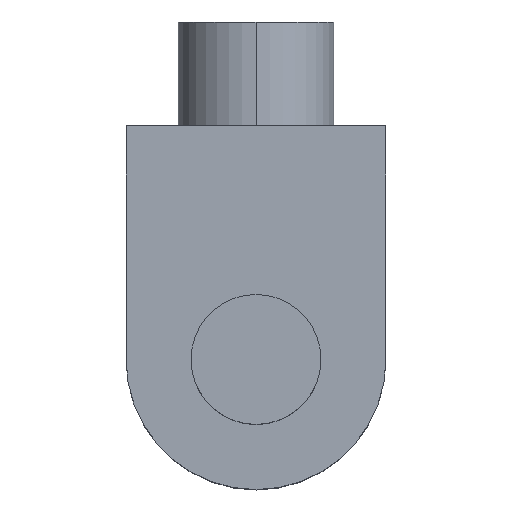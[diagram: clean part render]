
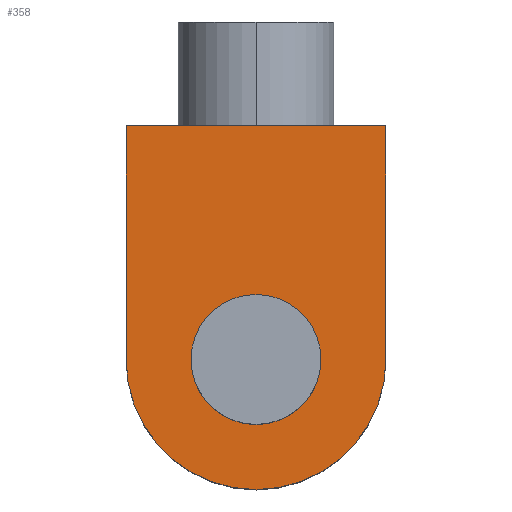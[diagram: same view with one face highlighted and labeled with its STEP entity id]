
A CAD part, top view. The second image highlights one B-rep face of the part: STEP entity #358.
In plain terms, the highlighted planar face has unit normal (0, 0, 1).
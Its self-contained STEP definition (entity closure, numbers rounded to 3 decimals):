
#9 = EDGE_LOOP ( 'NONE', ( #233, #187, #346, #402 ) ) ;
#22 = EDGE_CURVE ( 'NONE', #51, #195, #130, .T. ) ;
#23 = VECTOR ( 'NONE', #427, 1000. ) ;
#26 = EDGE_CURVE ( 'NONE', #348, #195, #127, .T. ) ;
#39 = DIRECTION ( 'NONE',  ( 0., 0., 1. ) ) ;
#41 = EDGE_CURVE ( 'NONE', #295, #348, #173, .T. ) ;
#48 = AXIS2_PLACEMENT_3D ( 'NONE', #93, #425, #379 ) ;
#51 = VERTEX_POINT ( 'NONE', #137 ) ;
#77 = PLANE ( 'NONE',  #327 ) ;
#82 = DIRECTION ( 'NONE',  ( 0., 0., 1. ) ) ;
#86 = FACE_BOUND ( 'NONE', #90, .T. ) ;
#90 = EDGE_LOOP ( 'NONE', ( #215, #220 ) ) ;
#93 = CARTESIAN_POINT ( 'NONE',  ( 0., 0., 25. ) ) ;
#97 = VERTEX_POINT ( 'NONE', #413 ) ;
#107 = EDGE_CURVE ( 'NONE', #184, #97, #109, .T. ) ;
#109 = CIRCLE ( 'NONE', #48, 12.5 ) ;
#116 = CARTESIAN_POINT ( 'NONE',  ( 0., 0., 25. ) ) ;
#119 = FACE_OUTER_BOUND ( 'NONE', #9, .T. ) ;
#127 = LINE ( 'NONE', #276, #23 ) ;
#130 = LINE ( 'NONE', #158, #406 ) ;
#137 = CARTESIAN_POINT ( 'NONE',  ( -25., 45., 25. ) ) ;
#150 = CARTESIAN_POINT ( 'NONE',  ( 25., 0., 25. ) ) ;
#158 = CARTESIAN_POINT ( 'NONE',  ( 0., 45., 25. ) ) ;
#173 = CIRCLE ( 'NONE', #242, 25. ) ;
#184 = VERTEX_POINT ( 'NONE', #211 ) ;
#185 = CARTESIAN_POINT ( 'NONE',  ( -25., 25., 25. ) ) ;
#187 = ORIENTED_EDGE ( 'NONE', *, *, #22, .F. ) ;
#195 = VERTEX_POINT ( 'NONE', #475 ) ;
#211 = CARTESIAN_POINT ( 'NONE',  ( -12.5, 0., 25. ) ) ;
#215 = ORIENTED_EDGE ( 'NONE', *, *, #107, .F. ) ;
#220 = ORIENTED_EDGE ( 'NONE', *, *, #279, .F. ) ;
#233 = ORIENTED_EDGE ( 'NONE', *, *, #26, .T. ) ;
#242 = AXIS2_PLACEMENT_3D ( 'NONE', #116, #82, #383 ) ;
#249 = DIRECTION ( 'NONE',  ( 1., 0., 0. ) ) ;
#256 = LINE ( 'NONE', #185, #354 ) ;
#257 = CARTESIAN_POINT ( 'NONE',  ( -25., 0., 25. ) ) ;
#276 = CARTESIAN_POINT ( 'NONE',  ( 25., 25., 25. ) ) ;
#279 = EDGE_CURVE ( 'NONE', #97, #184, #282, .T. ) ;
#282 = CIRCLE ( 'NONE', #301, 12.5 ) ;
#285 = DIRECTION ( 'NONE',  ( 0., 0., 1. ) ) ;
#295 = VERTEX_POINT ( 'NONE', #257 ) ;
#301 = AXIS2_PLACEMENT_3D ( 'NONE', #470, #285, #249 ) ;
#322 = CARTESIAN_POINT ( 'NONE',  ( 0., 0., 25. ) ) ;
#327 = AXIS2_PLACEMENT_3D ( 'NONE', #322, #39, #455 ) ;
#346 = ORIENTED_EDGE ( 'NONE', *, *, #362, .T. ) ;
#348 = VERTEX_POINT ( 'NONE', #150 ) ;
#354 = VECTOR ( 'NONE', #412, 1000. ) ;
#358 = ADVANCED_FACE ( 'NONE', ( #86, #119 ), #77, .T. ) ;
#362 = EDGE_CURVE ( 'NONE', #51, #295, #256, .T. ) ;
#379 = DIRECTION ( 'NONE',  ( 1., 0., 0. ) ) ;
#383 = DIRECTION ( 'NONE',  ( 1., 0., 0. ) ) ;
#402 = ORIENTED_EDGE ( 'NONE', *, *, #41, .T. ) ;
#406 = VECTOR ( 'NONE', #417, 1000. ) ;
#412 = DIRECTION ( 'NONE',  ( 0., -1., 0. ) ) ;
#413 = CARTESIAN_POINT ( 'NONE',  ( 12.5, 0., 25. ) ) ;
#417 = DIRECTION ( 'NONE',  ( 1., 0., 0. ) ) ;
#425 = DIRECTION ( 'NONE',  ( 0., 0., 1. ) ) ;
#427 = DIRECTION ( 'NONE',  ( 0., 1., 0. ) ) ;
#455 = DIRECTION ( 'NONE',  ( 1., 0., 0. ) ) ;
#470 = CARTESIAN_POINT ( 'NONE',  ( 0., 0., 25. ) ) ;
#475 = CARTESIAN_POINT ( 'NONE',  ( 25., 45., 25. ) ) ;
